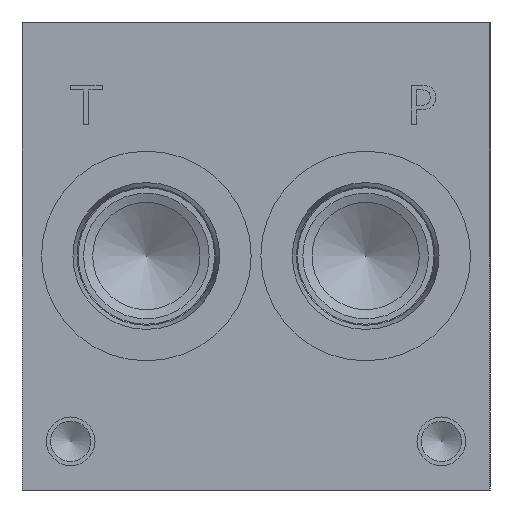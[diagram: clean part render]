
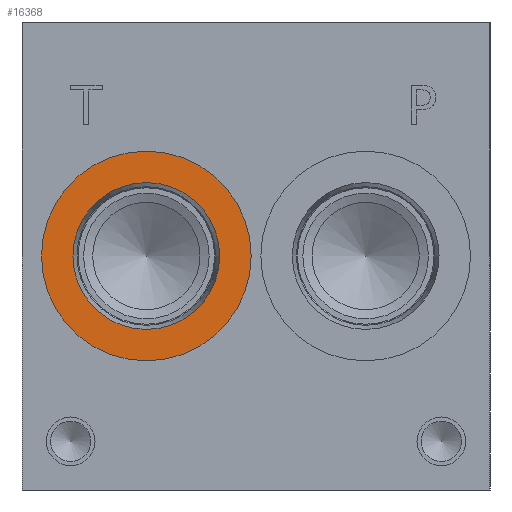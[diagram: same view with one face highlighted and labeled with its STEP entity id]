
A CAD part, left-side view. The second image highlights one B-rep face of the part: STEP entity #16368.
In plain terms, the highlighted planar face has unit normal (-1, 0, 0).
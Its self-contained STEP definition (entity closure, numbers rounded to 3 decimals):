
#344=CIRCLE('',#17153,17.069);
#345=CIRCLE('',#17154,17.069);
#346=CIRCLE('',#17156,11.951);
#347=CIRCLE('',#17157,11.951);
#818=FACE_BOUND('',#3055,.T.);
#2108=FACE_OUTER_BOUND('',#3054,.T.);
#3054=EDGE_LOOP('',(#13523,#13524));
#3055=EDGE_LOOP('',(#13525,#13526));
#7378=VERTEX_POINT('',#27592);
#7379=VERTEX_POINT('',#27594);
#7380=VERTEX_POINT('',#27598);
#7381=VERTEX_POINT('',#27599);
#9541=EDGE_CURVE('',#7378,#7379,#344,.T.);
#9542=EDGE_CURVE('',#7379,#7378,#345,.T.);
#9543=EDGE_CURVE('',#7380,#7381,#346,.T.);
#9544=EDGE_CURVE('',#7381,#7380,#347,.T.);
#13523=ORIENTED_EDGE('',*,*,#9542,.F.);
#13524=ORIENTED_EDGE('',*,*,#9541,.F.);
#13525=ORIENTED_EDGE('',*,*,#9543,.T.);
#13526=ORIENTED_EDGE('',*,*,#9544,.T.);
#15137=PLANE('',#17155);
#16368=ADVANCED_FACE('',(#2108,#818),#15137,.F.);
#17153=AXIS2_PLACEMENT_3D('',#27595,#20077,#20078);
#17154=AXIS2_PLACEMENT_3D('',#27596,#20079,#20080);
#17155=AXIS2_PLACEMENT_3D('',#27597,#20081,#20082);
#17156=AXIS2_PLACEMENT_3D('',#27600,#20083,#20084);
#17157=AXIS2_PLACEMENT_3D('',#27601,#20085,#20086);
#20077=DIRECTION('center_axis',(1.,0.,0.));
#20078=DIRECTION('ref_axis',(0.,0.,-1.));
#20079=DIRECTION('center_axis',(1.,0.,0.));
#20080=DIRECTION('ref_axis',(0.,0.,-1.));
#20081=DIRECTION('center_axis',(1.,0.,0.));
#20082=DIRECTION('ref_axis',(0.,0.,-1.));
#20083=DIRECTION('center_axis',(1.,0.,0.));
#20084=DIRECTION('ref_axis',(0.,0.,-1.));
#20085=DIRECTION('center_axis',(1.,0.,0.));
#20086=DIRECTION('ref_axis',(0.,0.,-1.));
#27592=CARTESIAN_POINT('',(0.787,55.956,21.031));
#27594=CARTESIAN_POINT('',(0.787,55.956,55.169));
#27595=CARTESIAN_POINT('Origin',(0.787,55.956,38.1));
#27596=CARTESIAN_POINT('Origin',(0.787,55.956,38.1));
#27597=CARTESIAN_POINT('Origin',(0.787,55.956,50.051));
#27598=CARTESIAN_POINT('',(0.787,55.956,50.051));
#27599=CARTESIAN_POINT('',(0.787,55.956,26.149));
#27600=CARTESIAN_POINT('Origin',(0.787,55.956,38.1));
#27601=CARTESIAN_POINT('Origin',(0.787,55.956,38.1));
